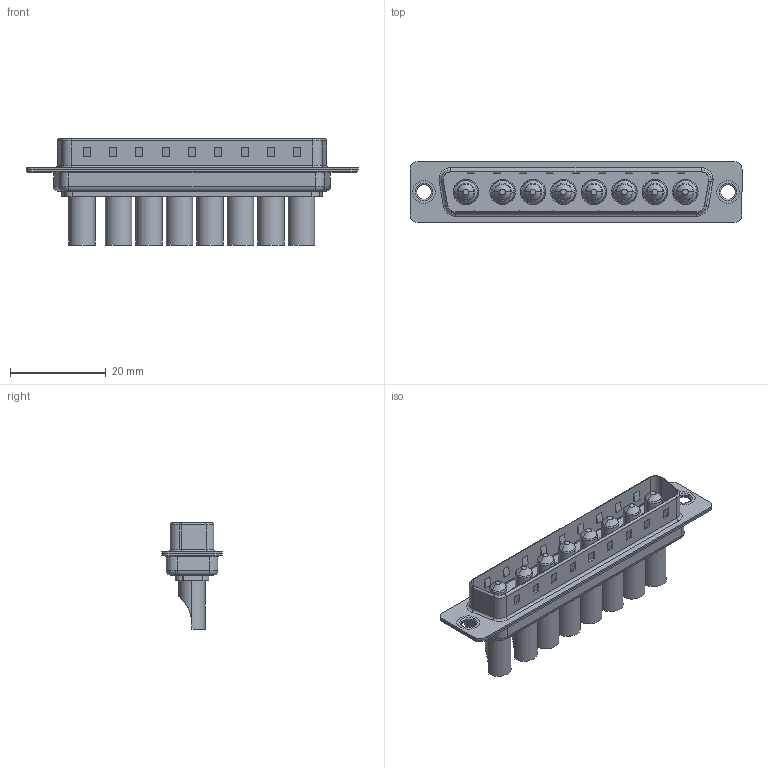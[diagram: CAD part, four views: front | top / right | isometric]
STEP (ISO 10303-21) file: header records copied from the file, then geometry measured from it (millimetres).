
FILE_DESCRIPTION (( 'STEP AP203' ), '1' );
FILE_NAME ('627-8W8-622-4T1.STEP', '2019-05-28T04:45:42', ( '' ), ( '' ), 'SwSTEP 2.0', 'SolidWorks 2016', '' );
FILE_SCHEMA (( 'CONFIG_CONTROL_DESIGN' ));
Length unit declared in the file: millimetre
Products named in the file (6): 627Combo Thru Hole Rivet; Power Pin_40A SC; 627Combo Shell Rear_37 Contacts; 627-8W8-622-4T1; 627Combo Housing_8W8; 627Combo Shell Front_37 Contacts
Assembly tree (13 placements, depth 2):
  627-8W8-622-4T1
    627Combo Housing_8W8
    627Combo Shell Rear_37 Contacts
    627Combo Shell Front_37 Contacts
    627Combo Thru Hole Rivet  x2
    Power Pin_40A SC  x8
Bounding box: 69.3 x 12.6 x 22.3 mm (x, y, z)
Volume: 4571.4 mm3; surface area: 10204.5 mm2
Topology: 21 solids, 21 shells, 730 faces, 1743 edges, 1066 vertices
Faces by surface type: plane 299, cylinder 285, torus 74, cone 56, bspline 16
Entity records: 14341 total; most frequent: CARTESIAN_POINT 2450, DIRECTION 2407, ORIENTED_EDGE 2222, EDGE_CURVE 1111, AXIS2_PLACEMENT_3D 861, VERTEX_POINT 699, VECTOR 685, LINE 685
